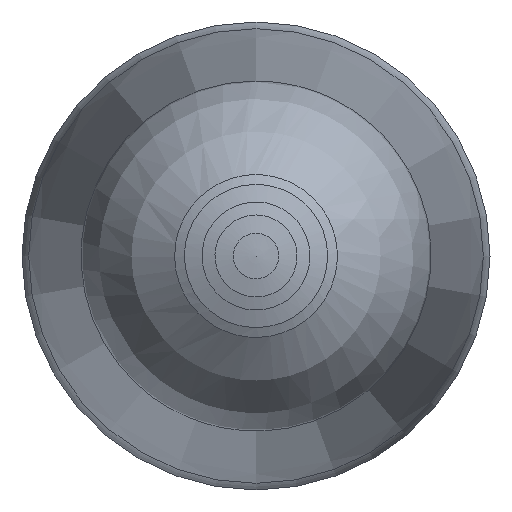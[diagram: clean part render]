
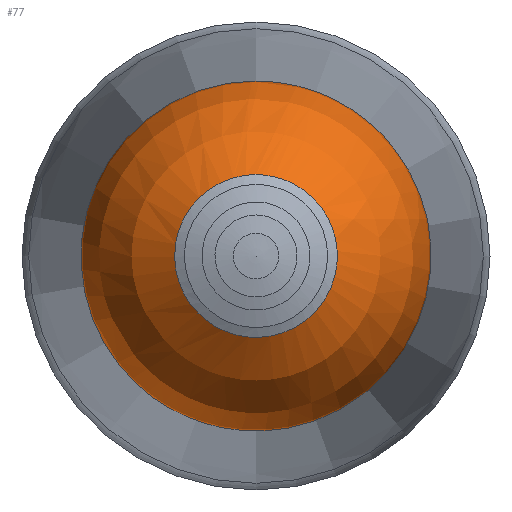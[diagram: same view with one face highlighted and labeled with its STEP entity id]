
A CAD part, left-side view. The second image highlights one B-rep face of the part: STEP entity #77.
In plain terms, the highlighted face is a revolution surface.
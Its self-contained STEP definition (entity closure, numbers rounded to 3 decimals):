
#68=(
BOUNDED_CURVE()
B_SPLINE_CURVE(3,(#324,#325,#326,#327,#328,#329,#330),.UNSPECIFIED.,.T.,
 .F.)
B_SPLINE_CURVE_WITH_KNOTS((1,3,3,3,1),(-0.5,0.,0.5,1.,1.5),
 .UNSPECIFIED.)
CURVE()
GEOMETRIC_REPRESENTATION_ITEM()
RATIONAL_B_SPLINE_CURVE((1.,0.333,0.333,1.,0.333,
0.333,1.))
REPRESENTATION_ITEM('')
);
#69=(
BOUNDED_CURVE()
B_SPLINE_CURVE(3,(#337,#338,#339,#340,#341,#342,#343),.UNSPECIFIED.,.T.,
 .F.)
B_SPLINE_CURVE_WITH_KNOTS((1,3,3,3,1),(-0.5,0.,0.5,1.,1.5),
 .UNSPECIFIED.)
CURVE()
GEOMETRIC_REPRESENTATION_ITEM()
RATIONAL_B_SPLINE_CURVE((1.,0.333,0.333,1.,0.333,
0.333,1.))
REPRESENTATION_ITEM('')
);
#77=ADVANCED_FACE('',(#191,#192),#91,.F.);
#91=SURFACE_OF_REVOLUTION('',#103,#98);
#98=AXIS1_PLACEMENT('',#360,#257);
#103=B_SPLINE_CURVE_WITH_KNOTS('',3,(#347,#348,#349,#350,#351,#352,#353,
#354,#355,#356,#357,#358,#359),.UNSPECIFIED.,.F.,.F.,(4,2,1,1,1,1,1,1,1,
4),(0.,0.01,0.089,0.192,0.309,
0.442,0.592,0.757,0.926,1.),
 .UNSPECIFIED.);
#116=EDGE_LOOP('',(#142));
#117=EDGE_LOOP('',(#143));
#142=ORIENTED_EDGE('',*,*,#162,.T.);
#143=ORIENTED_EDGE('',*,*,#160,.F.);
#160=EDGE_CURVE('',#209,#209,#68,.T.);
#162=EDGE_CURVE('',#211,#211,#69,.T.);
#191=FACE_BOUND('',#116,.T.);
#192=FACE_BOUND('',#117,.T.);
#209=VERTEX_POINT('',#331);
#211=VERTEX_POINT('',#344);
#257=DIRECTION('',(-1.,0.,0.));
#324=CARTESIAN_POINT('',(0.684,0.,2.781));
#325=CARTESIAN_POINT('',(0.684,5.563,2.781));
#326=CARTESIAN_POINT('',(0.684,5.563,-2.781));
#327=CARTESIAN_POINT('',(0.684,0.,-2.781));
#328=CARTESIAN_POINT('',(0.684,-5.563,-2.781));
#329=CARTESIAN_POINT('',(0.684,-5.563,2.781));
#330=CARTESIAN_POINT('',(0.684,0.,2.781));
#331=CARTESIAN_POINT('',(0.689,0.,2.792));
#337=CARTESIAN_POINT('',(6.511,0.,5.984));
#338=CARTESIAN_POINT('',(6.511,11.968,5.984));
#339=CARTESIAN_POINT('',(6.511,11.968,-5.984));
#340=CARTESIAN_POINT('',(6.511,0.,-5.984));
#341=CARTESIAN_POINT('',(6.511,-11.968,-5.984));
#342=CARTESIAN_POINT('',(6.511,-11.968,5.984));
#343=CARTESIAN_POINT('',(6.511,0.,5.984));
#344=CARTESIAN_POINT('',(6.511,0.,5.981));
#347=CARTESIAN_POINT('',(0.664,-2.444,1.25));
#348=CARTESIAN_POINT('',(0.674,-2.465,1.25));
#349=CARTESIAN_POINT('',(0.685,-2.487,1.25));
#350=CARTESIAN_POINT('',(0.777,-2.682,1.25));
#351=CARTESIAN_POINT('',(0.984,-3.07,1.25));
#352=CARTESIAN_POINT('',(1.395,-3.666,1.25));
#353=CARTESIAN_POINT('',(1.968,-4.295,1.25));
#354=CARTESIAN_POINT('',(2.72,-4.902,1.25));
#355=CARTESIAN_POINT('',(3.669,-5.426,1.25));
#356=CARTESIAN_POINT('',(4.788,-5.784,1.25));
#357=CARTESIAN_POINT('',(5.772,-5.887,1.25));
#358=CARTESIAN_POINT('',(6.358,-5.86,1.25));
#359=CARTESIAN_POINT('',(6.537,-5.851,1.25));
#360=CARTESIAN_POINT('',(6.,0.,0.));
